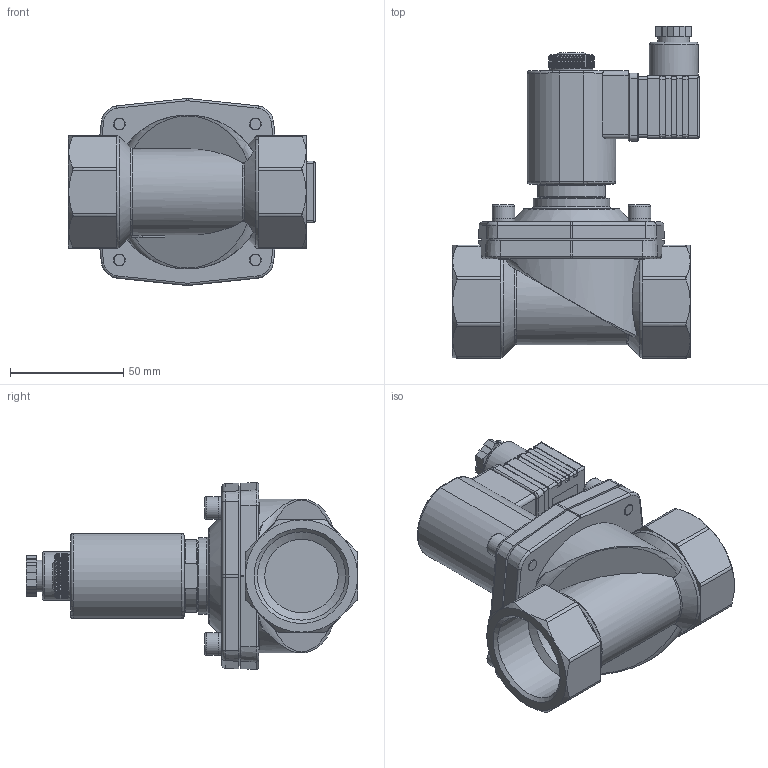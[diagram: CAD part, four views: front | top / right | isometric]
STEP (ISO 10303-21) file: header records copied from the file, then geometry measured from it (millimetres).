
FILE_DESCRIPTION((''),'2;1');
FILE_NAME('EZ1A32E032B24=.stp','2022-01-24T10:30:44',('RL'),(''),'Autodesk Inventor 2012','Autodesk Inventor 2012','');
FILE_SCHEMA(('AUTOMOTIVE_DESIGN { 1 0 10303 214 1 1 1 1 }'));
Length unit declared in the file: millimetre
Products named in the file (3): EZ1A32E032B24/=; EZ1A32E032B23050; GDA09
Assembly tree (2 placements, depth 2):
  EZ1A32E032B24/=
    EZ1A32E032B23050
    GDA09
Bounding box: 109 x 146.45 x 82.49 mm (x, y, z)
Volume: 313281.7 mm3; surface area: 66679.1 mm2
Topology: 3 solids, 7 shells, 917 faces, 2302 edges, 1452 vertices
Faces by surface type: plane 635, cylinder 194, torus 46, cone 42
Full cylindrical faces by diameter (mm): 1.7 x3, 2.459 x1, 3 x1, 3.2 x1, 5.5 x1, 6 x4, 6.5 x4, 6.6 x2, 6.8 x4, 7 x1, 8.5 x1, 9.9 x4, 10 x4, 10.5 x1, 14 x1, 19 x1, 20 x1, 21.5 x1, 22 x1, 29.8 x1, 32.4 x2, 33.8 x1, 38.952 x2
Entity records: 28560 total; most frequent: CARTESIAN_POINT 6491, ORIENTED_EDGE 4436, DIRECTION 4250, EDGE_CURVE 2218, AXIS2_PLACEMENT_3D 1478, VERTEX_POINT 1438, VECTOR 1294, LINE 1294
